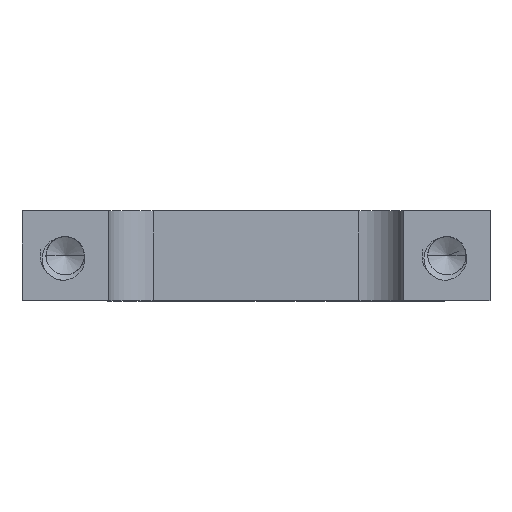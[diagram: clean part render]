
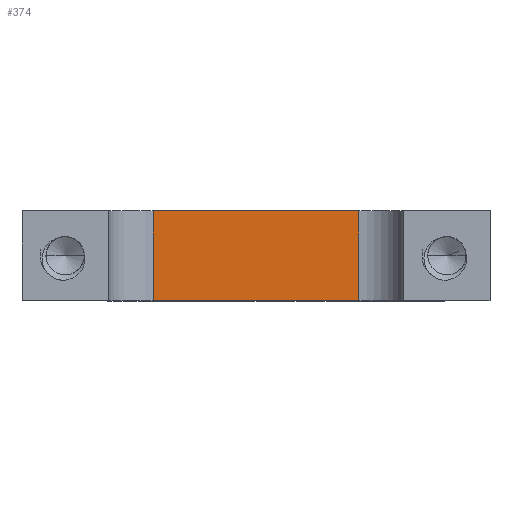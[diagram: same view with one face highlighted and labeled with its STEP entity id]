
A CAD part, top view. The second image highlights one B-rep face of the part: STEP entity #374.
In plain terms, the highlighted planar face has unit normal (0, 0, 1).
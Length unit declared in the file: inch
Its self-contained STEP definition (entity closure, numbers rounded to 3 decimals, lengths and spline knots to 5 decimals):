
#74 = DIRECTION ( 'NONE',  ( 1., 0., 0. ) ) ;
#232 = CARTESIAN_POINT ( 'NONE',  ( 0.2856, 0.25, 0.55 ) ) ;
#374 = ADVANCED_FACE ( 'NONE', ( #6660 ), #5759, .F. ) ;
#467 = EDGE_CURVE ( 'NONE', #884, #11603, #9062, .T. ) ;
#884 = VERTEX_POINT ( 'NONE', #6001 ) ;
#1102 = CARTESIAN_POINT ( 'NONE',  ( 0.2856, 0., 0.55 ) ) ;
#1153 = VECTOR ( 'NONE', #12379, 39.37008 ) ;
#1620 = VECTOR ( 'NONE', #8334, 39.37008 ) ;
#3021 = EDGE_CURVE ( 'NONE', #11603, #6586, #6926, .T. ) ;
#3310 = CARTESIAN_POINT ( 'NONE',  ( -0.2856, 0., 0.55 ) ) ;
#3316 = LINE ( 'NONE', #8083, #11751 ) ;
#4097 = AXIS2_PLACEMENT_3D ( 'NONE', #4772, #11899, #9075 ) ;
#4511 = CARTESIAN_POINT ( 'NONE',  ( -0.2856, 0., 0.55 ) ) ;
#4772 = CARTESIAN_POINT ( 'NONE',  ( -0.4106, 0.25, 0.55 ) ) ;
#4806 = VERTEX_POINT ( 'NONE', #6920 ) ;
#5131 = CARTESIAN_POINT ( 'NONE',  ( -0.4106, 0., 0.55 ) ) ;
#5759 = PLANE ( 'NONE',  #4097 ) ;
#6001 = CARTESIAN_POINT ( 'NONE',  ( -0.2856, 0.25, 0.55 ) ) ;
#6103 = DIRECTION ( 'NONE',  ( 1., 0., 0. ) ) ;
#6586 = VERTEX_POINT ( 'NONE', #1102 ) ;
#6660 = FACE_OUTER_BOUND ( 'NONE', #8077, .T. ) ;
#6791 = EDGE_CURVE ( 'NONE', #6586, #4806, #11134, .T. ) ;
#6920 = CARTESIAN_POINT ( 'NONE',  ( 0.2856, 0.25, 0.55 ) ) ;
#6926 = LINE ( 'NONE', #5131, #11570 ) ;
#7522 = ORIENTED_EDGE ( 'NONE', *, *, #3021, .T. ) ;
#7699 = ORIENTED_EDGE ( 'NONE', *, *, #467, .T. ) ;
#8077 = EDGE_LOOP ( 'NONE', ( #7522, #9636, #10483, #7699 ) ) ;
#8083 = CARTESIAN_POINT ( 'NONE',  ( -0.4106, 0.25, 0.55 ) ) ;
#8334 = DIRECTION ( 'NONE',  ( 0., -1., 0. ) ) ;
#9062 = LINE ( 'NONE', #3310, #1620 ) ;
#9075 = DIRECTION ( 'NONE',  ( -1., 0., 0. ) ) ;
#9636 = ORIENTED_EDGE ( 'NONE', *, *, #6791, .T. ) ;
#10483 = ORIENTED_EDGE ( 'NONE', *, *, #10566, .F. ) ;
#10566 = EDGE_CURVE ( 'NONE', #884, #4806, #3316, .T. ) ;
#11134 = LINE ( 'NONE', #232, #1153 ) ;
#11570 = VECTOR ( 'NONE', #6103, 39.37008 ) ;
#11603 = VERTEX_POINT ( 'NONE', #4511 ) ;
#11751 = VECTOR ( 'NONE', #74, 39.37008 ) ;
#11899 = DIRECTION ( 'NONE',  ( 0., 0., -1. ) ) ;
#12379 = DIRECTION ( 'NONE',  ( 0., 1., 0. ) ) ;
